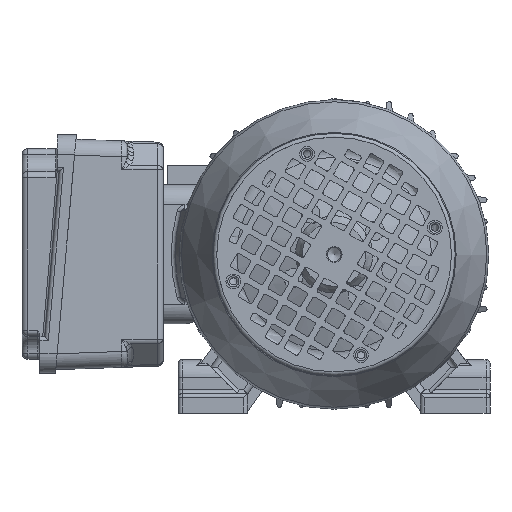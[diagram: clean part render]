
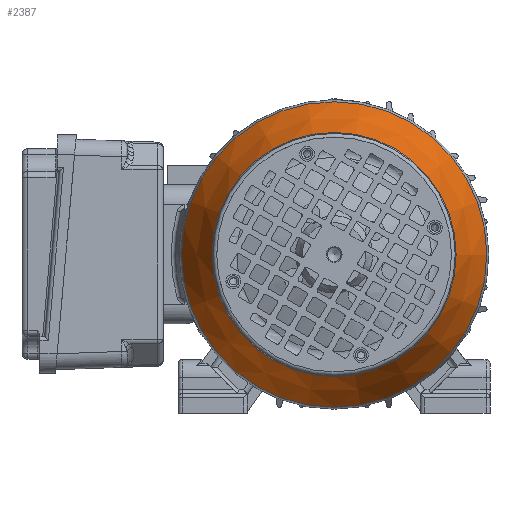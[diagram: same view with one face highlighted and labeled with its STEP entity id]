
A CAD part, front view. The second image highlights one B-rep face of the part: STEP entity #2387.
In plain terms, the highlighted conical face has half-angle 25 degrees and reference radius 77.91 mm.
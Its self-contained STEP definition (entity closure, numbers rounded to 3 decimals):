
#2387 = ADVANCED_FACE( '', ( #6587, #6588 ), #6589, .T. );
#6587 = FACE_OUTER_BOUND( '', #15154, .T. );
#6588 = FACE_BOUND( '', #15155, .T. );
#6589 = CONICAL_SURFACE( '', #15156, 77.91, 0.436 );
#15154 = EDGE_LOOP( '', ( #35604 ) );
#15155 = EDGE_LOOP( '', ( #35605 ) );
#15156 = AXIS2_PLACEMENT_3D( '', #35606, #35607, #35608 );
#35604 = ORIENTED_EDGE( '', *, *, #52650, .T. );
#35605 = ORIENTED_EDGE( '', *, *, #52651, .T. );
#35606 = CARTESIAN_POINT( '', ( 0., -30.502, 0. ) );
#35607 = DIRECTION( '', ( 0., 1., 0. ) );
#35608 = DIRECTION( '', ( -0.501, 0., -0.866 ) );
#52650 = EDGE_CURVE( '', #60399, #60399, #60400, .T. );
#52651 = EDGE_CURVE( '', #60401, #60401, #60402, .T. );
#60399 = VERTEX_POINT( '', #73115 );
#60400 = CIRCLE( '', #73116, 76.889 );
#60401 = VERTEX_POINT( '', #73117 );
#60402 = CIRCLE( '', #73118, 61.468 );
#73115 = CARTESIAN_POINT( '', ( 38.484, -32.692, 66.565 ) );
#73116 = AXIS2_PLACEMENT_3D( '', #94540, #94541, #94542 );
#73117 = CARTESIAN_POINT( '', ( -30.766, -65.761, -53.215 ) );
#73118 = AXIS2_PLACEMENT_3D( '', #94543, #94544, #94545 );
#94540 = CARTESIAN_POINT( '', ( 0., -32.692, 0. ) );
#94541 = DIRECTION( '', ( 0., -1., 0. ) );
#94542 = DIRECTION( '', ( 0.501, 0., 0.866 ) );
#94543 = CARTESIAN_POINT( '', ( 0., -65.761, 0. ) );
#94544 = DIRECTION( '', ( 0., 1., 0. ) );
#94545 = DIRECTION( '', ( -0.501, 0., -0.866 ) );
